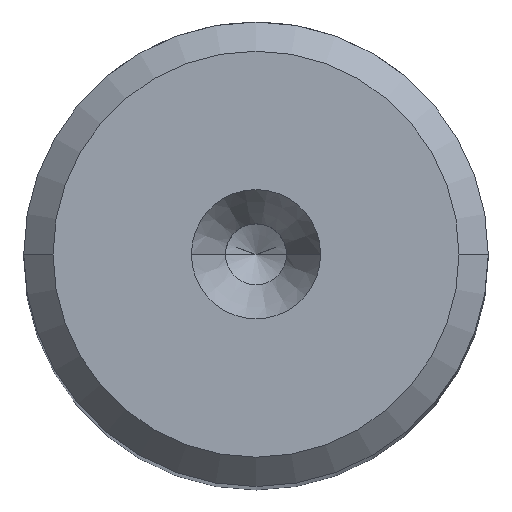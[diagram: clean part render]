
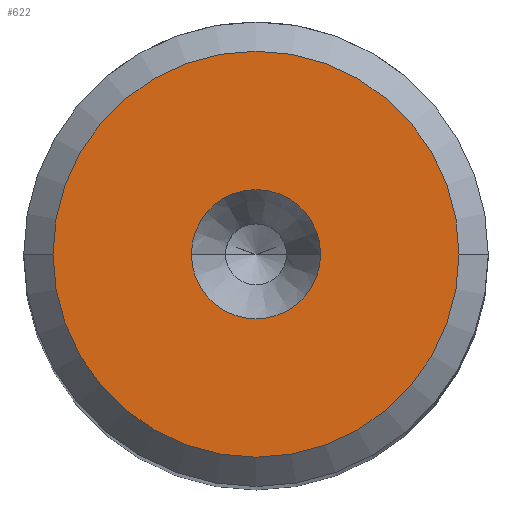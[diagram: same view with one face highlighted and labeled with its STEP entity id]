
A CAD part, top view. The second image highlights one B-rep face of the part: STEP entity #622.
In plain terms, the highlighted planar face has unit normal (0, 0, 1).
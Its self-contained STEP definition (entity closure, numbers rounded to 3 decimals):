
#390=FACE_BOUND('',#1533,.T.);
#391=FACE_BOUND('',#1534,.T.);
#622=ADVANCED_FACE('',(#390,#391),#909,.T.);
#909=PLANE('',#8008);
#1533=EDGE_LOOP('',(#3952,#3953,#3954));
#1534=EDGE_LOOP('',(#3955,#3956));
#3952=ORIENTED_EDGE('',*,*,#6572,.F.);
#3953=ORIENTED_EDGE('',*,*,#6571,.F.);
#3954=ORIENTED_EDGE('',*,*,#6573,.F.);
#3955=ORIENTED_EDGE('',*,*,#6574,.F.);
#3956=ORIENTED_EDGE('',*,*,#6575,.F.);
#5626=VERTEX_POINT('',#16423);
#5627=VERTEX_POINT('',#16425);
#5628=VERTEX_POINT('',#16427);
#5629=VERTEX_POINT('',#16432);
#5630=VERTEX_POINT('',#16433);
#6571=EDGE_CURVE('',#5627,#5628,#7237,.T.);
#6572=EDGE_CURVE('',#5628,#5626,#7238,.T.);
#6573=EDGE_CURVE('',#5626,#5627,#7239,.T.);
#6574=EDGE_CURVE('',#5629,#5630,#7240,.T.);
#6575=EDGE_CURVE('',#5630,#5629,#7241,.T.);
#7237=CIRCLE('',#8002,8.325);
#7238=CIRCLE('',#8003,8.325);
#7239=CIRCLE('',#8005,8.325);
#7240=CIRCLE('',#8006,2.65);
#7241=CIRCLE('',#8007,2.65);
#8002=AXIS2_PLACEMENT_3D('',#16426,#9277,#9278);
#8003=AXIS2_PLACEMENT_3D('',#16428,#9279,#9280);
#8005=AXIS2_PLACEMENT_3D('',#16430,#9283,#9284);
#8006=AXIS2_PLACEMENT_3D('',#16431,#9285,#9286);
#8007=AXIS2_PLACEMENT_3D('',#16434,#9287,#9288);
#8008=AXIS2_PLACEMENT_3D('',#16435,#9289,#9290);
#9277=DIRECTION('',(0.,0.,-1.));
#9278=DIRECTION('',(1.,0.,0.));
#9279=DIRECTION('',(0.,0.,-1.));
#9280=DIRECTION('',(0.,-1.,0.));
#9283=DIRECTION('',(0.,0.,-1.));
#9284=DIRECTION('',(-1.,0.,0.));
#9285=DIRECTION('',(0.,0.,1.));
#9286=DIRECTION('',(1.,0.,0.));
#9287=DIRECTION('',(0.,0.,1.));
#9288=DIRECTION('',(-1.,0.,0.));
#9289=DIRECTION('',(0.,0.,1.));
#9290=DIRECTION('',(-1.,0.,0.));
#16423=CARTESIAN_POINT('',(-8.325,0.,0.));
#16425=CARTESIAN_POINT('',(8.325,0.,0.));
#16426=CARTESIAN_POINT('',(0.,0.,0.));
#16427=CARTESIAN_POINT('',(0.,-8.325,0.));
#16428=CARTESIAN_POINT('',(0.,0.,0.));
#16430=CARTESIAN_POINT('',(0.,0.,0.));
#16431=CARTESIAN_POINT('',(0.,0.,0.));
#16432=CARTESIAN_POINT('',(2.65,0.,0.));
#16433=CARTESIAN_POINT('',(-2.65,0.,0.));
#16434=CARTESIAN_POINT('',(0.,0.,0.));
#16435=CARTESIAN_POINT('',(0.,0.,0.));
